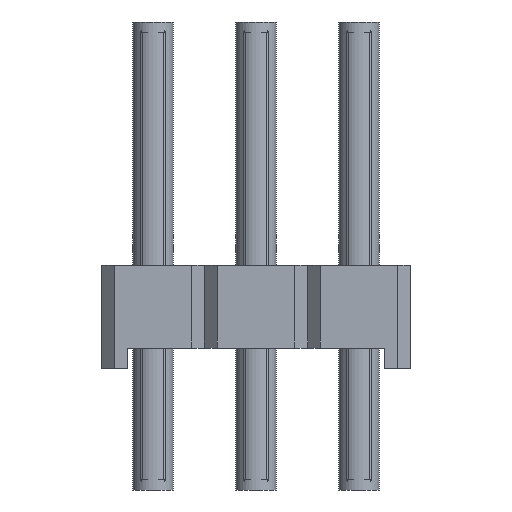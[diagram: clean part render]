
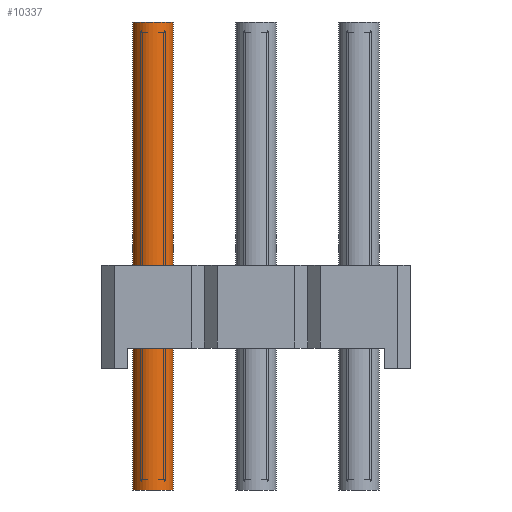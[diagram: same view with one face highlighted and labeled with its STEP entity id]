
A CAD part, left-side view. The second image highlights one B-rep face of the part: STEP entity #10337.
In plain terms, the highlighted cylindrical face has radius 0.5 mm (diameter 1 mm), a full revolution.
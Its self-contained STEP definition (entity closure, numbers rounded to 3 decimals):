
#215=CIRCLE('',#10908,0.5);
#216=CIRCLE('',#10909,0.5);
#612=CYLINDRICAL_SURFACE('',#10907,0.5);
#917=ORIENTED_EDGE('',*,*,#3955,.F.);
#918=ORIENTED_EDGE('',*,*,#3956,.T.);
#3955=EDGE_CURVE('',#5483,#5483,#215,.T.);
#3956=EDGE_CURVE('',#5484,#5484,#216,.T.);
#5483=VERTEX_POINT('',#15028);
#5484=VERTEX_POINT('',#15030);
#8783=EDGE_LOOP('',(#917));
#8784=EDGE_LOOP('',(#918));
#9399=FACE_BOUND('',#8783,.T.);
#9400=FACE_BOUND('',#8784,.T.);
#10337=ADVANCED_FACE('',(#9399,#9400),#612,.F.);
#10907=AXIS2_PLACEMENT_3D('',#15026,#11945,#11946);
#10908=AXIS2_PLACEMENT_3D('',#15027,#11947,#11948);
#10909=AXIS2_PLACEMENT_3D('',#15029,#11949,#11950);
#11945=DIRECTION('',(0.,0.,1.));
#11946=DIRECTION('',(1.,0.,0.));
#11947=DIRECTION('',(0.,0.,-1.));
#11948=DIRECTION('',(1.,0.,0.));
#11949=DIRECTION('',(0.,0.,-1.));
#11950=DIRECTION('',(1.,0.,0.));
#15026=CARTESIAN_POINT('',(0.,0.,0.));
#15027=CARTESIAN_POINT('',(0.,0.,11.54));
#15028=CARTESIAN_POINT('',(0.5,0.,11.54));
#15029=CARTESIAN_POINT('',(0.,0.,0.));
#15030=CARTESIAN_POINT('',(0.5,0.,0.));
